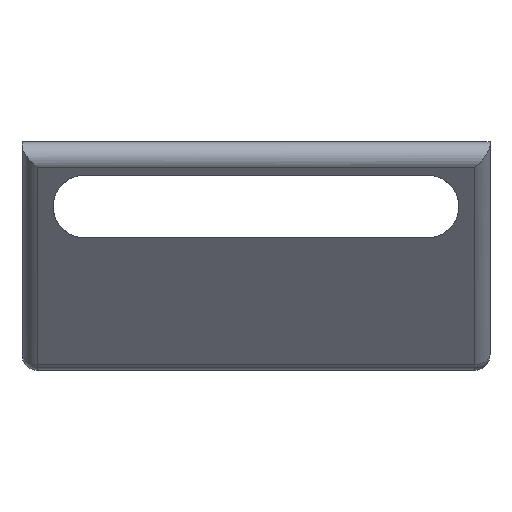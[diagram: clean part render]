
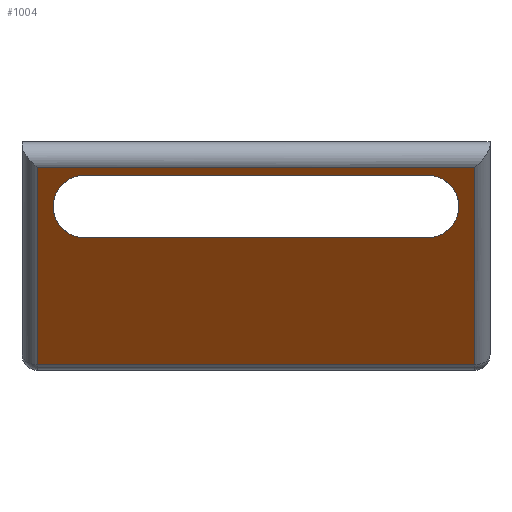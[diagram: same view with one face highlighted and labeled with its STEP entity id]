
A CAD part, front view. The second image highlights one B-rep face of the part: STEP entity #1004.
In plain terms, the highlighted planar face has unit normal (0, -0.766, -0.643).
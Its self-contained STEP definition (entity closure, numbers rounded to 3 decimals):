
#26=ELLIPSE('',#1108,2.611,2.);
#27=ELLIPSE('',#1109,2.611,2.);
#69=FACE_BOUND('',#199,.T.);
#137=FACE_OUTER_BOUND('',#198,.T.);
#198=EDGE_LOOP('',(#805,#806,#807,#808));
#199=EDGE_LOOP('',(#809,#810,#811,#812));
#269=LINE('',#1552,#366);
#270=LINE('',#1571,#367);
#273=LINE('',#1575,#370);
#288=LINE('',#1631,#385);
#296=LINE('',#1652,#393);
#297=LINE('',#1656,#394);
#366=VECTOR('',#1234,10.);
#367=VECTOR('',#1257,10.);
#370=VECTOR('',#1262,10.);
#385=VECTOR('',#1329,10.);
#393=VECTOR('',#1347,10.);
#394=VECTOR('',#1350,10.);
#455=VERTEX_POINT('',#1549);
#456=VERTEX_POINT('',#1551);
#458=VERTEX_POINT('',#1557);
#463=VERTEX_POINT('',#1567);
#485=VERTEX_POINT('',#1650);
#486=VERTEX_POINT('',#1651);
#487=VERTEX_POINT('',#1653);
#488=VERTEX_POINT('',#1655);
#557=EDGE_CURVE('',#455,#456,#269,.T.);
#566=EDGE_CURVE('',#458,#463,#270,.T.);
#569=EDGE_CURVE('',#463,#455,#273,.T.);
#598=EDGE_CURVE('',#456,#458,#288,.T.);
#608=EDGE_CURVE('',#485,#486,#296,.T.);
#609=EDGE_CURVE('',#486,#487,#26,.T.);
#610=EDGE_CURVE('',#487,#488,#297,.T.);
#611=EDGE_CURVE('',#488,#485,#27,.T.);
#805=ORIENTED_EDGE('',*,*,#566,.F.);
#806=ORIENTED_EDGE('',*,*,#598,.F.);
#807=ORIENTED_EDGE('',*,*,#557,.F.);
#808=ORIENTED_EDGE('',*,*,#569,.F.);
#809=ORIENTED_EDGE('',*,*,#608,.T.);
#810=ORIENTED_EDGE('',*,*,#609,.T.);
#811=ORIENTED_EDGE('',*,*,#610,.T.);
#812=ORIENTED_EDGE('',*,*,#611,.T.);
#957=PLANE('',#1107);
#1004=ADVANCED_FACE('',(#137,#69),#957,.T.);
#1107=AXIS2_PLACEMENT_3D('',#1649,#1345,#1346);
#1108=AXIS2_PLACEMENT_3D('',#1654,#1348,#1349);
#1109=AXIS2_PLACEMENT_3D('',#1657,#1351,#1352);
#1234=DIRECTION('',(1.,0.,0.));
#1257=DIRECTION('',(-1.,0.,0.));
#1262=DIRECTION('',(0.,-0.643,0.766));
#1329=DIRECTION('',(0.,0.643,-0.766));
#1345=DIRECTION('center_axis',(0.,-0.766,-0.643));
#1346=DIRECTION('ref_axis',(0.,0.643,-0.766));
#1347=DIRECTION('',(-1.,0.,0.));
#1348=DIRECTION('center_axis',(0.,0.766,0.643));
#1349=DIRECTION('ref_axis',(0.,0.643,-0.766));
#1350=DIRECTION('',(1.,0.,0.));
#1351=DIRECTION('center_axis',(0.,0.766,0.643));
#1352=DIRECTION('ref_axis',(0.,-0.643,0.766));
#1549=CARTESIAN_POINT('',(-14.,-49.917,13.01));
#1551=CARTESIAN_POINT('',(14.,-49.917,13.01));
#1552=CARTESIAN_POINT('',(-7.5,-49.917,13.01));
#1557=CARTESIAN_POINT('',(14.,-39.3,0.357));
#1567=CARTESIAN_POINT('',(-14.,-39.3,0.357));
#1571=CARTESIAN_POINT('',(0.,-39.3,0.357));
#1575=CARTESIAN_POINT('',(-14.,-39.302,0.359));
#1631=CARTESIAN_POINT('',(14.,-39.302,0.359));
#1649=CARTESIAN_POINT('Origin',(0.,-51.295,14.653));
#1650=CARTESIAN_POINT('',(11.,-46.132,8.5));
#1651=CARTESIAN_POINT('',(-11.,-46.132,8.5));
#1652=CARTESIAN_POINT('',(-5.5,-46.132,8.5));
#1653=CARTESIAN_POINT('',(-11.,-49.489,12.5));
#1654=CARTESIAN_POINT('Origin',(-11.,-47.811,10.5));
#1655=CARTESIAN_POINT('',(11.,-49.489,12.5));
#1656=CARTESIAN_POINT('',(5.5,-49.489,12.5));
#1657=CARTESIAN_POINT('Origin',(11.,-47.811,10.5));
